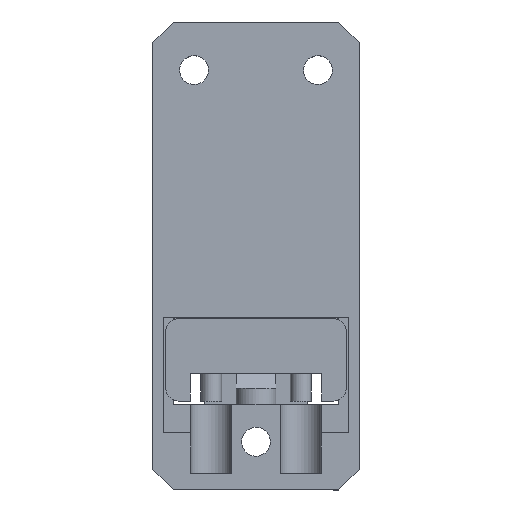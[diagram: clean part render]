
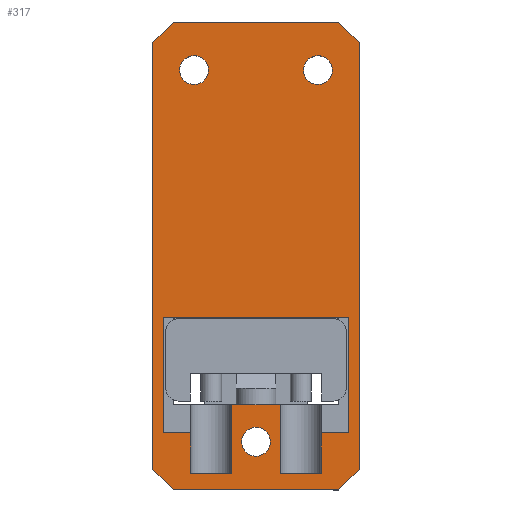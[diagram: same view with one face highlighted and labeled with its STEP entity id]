
A CAD part, top view. The second image highlights one B-rep face of the part: STEP entity #317.
In plain terms, the highlighted planar face has unit normal (0, 0, 1).
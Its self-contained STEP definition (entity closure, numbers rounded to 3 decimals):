
#79=AXIS2_PLACEMENT_3D('Circle Axis2P3D',#77,#78,$) ;
#106=AXIS2_PLACEMENT_3D('Plane Axis2P3D',#103,#104,#105) ;
#176=AXIS2_PLACEMENT_3D('Circle Axis2P3D',#174,#175,$) ;
#185=AXIS2_PLACEMENT_3D('Circle Axis2P3D',#183,#184,$) ;
#194=AXIS2_PLACEMENT_3D('Circle Axis2P3D',#192,#193,$) ;
#203=AXIS2_PLACEMENT_3D('Circle Axis2P3D',#201,#202,$) ;
#212=AXIS2_PLACEMENT_3D('Circle Axis2P3D',#210,#211,$) ;
#77=CARTESIAN_POINT('Axis2P3D Location',(15.,7.,8.4)) ;
#81=CARTESIAN_POINT('Vertex',(13.993,8.843,8.4)) ;
#83=CARTESIAN_POINT('Vertex',(16.007,5.157,8.4)) ;
#103=CARTESIAN_POINT('Axis2P3D Location',(15.,34.,8.4)) ;
#108=CARTESIAN_POINT('Line Origine',(30.,34.,8.4)) ;
#112=CARTESIAN_POINT('Vertex',(30.,3.,8.4)) ;
#114=CARTESIAN_POINT('Vertex',(30.,65.,8.4)) ;
#117=CARTESIAN_POINT('Line Origine',(28.5,66.5,8.4)) ;
#121=CARTESIAN_POINT('Vertex',(27.,68.,8.4)) ;
#124=CARTESIAN_POINT('Line Origine',(15.,68.,8.4)) ;
#128=CARTESIAN_POINT('Vertex',(3.,68.,8.4)) ;
#131=CARTESIAN_POINT('Line Origine',(1.5,66.5,8.4)) ;
#135=CARTESIAN_POINT('Vertex',(0.,65.,8.4)) ;
#138=CARTESIAN_POINT('Line Origine',(0.,34.,8.4)) ;
#142=CARTESIAN_POINT('Vertex',(0.,3.,8.4)) ;
#145=CARTESIAN_POINT('Line Origine',(1.5,1.5,8.4)) ;
#149=CARTESIAN_POINT('Vertex',(3.,0.,8.4)) ;
#152=CARTESIAN_POINT('Line Origine',(15.,0.,8.4)) ;
#156=CARTESIAN_POINT('Vertex',(27.,0.,8.4)) ;
#159=CARTESIAN_POINT('Line Origine',(28.5,1.5,8.4)) ;
#174=CARTESIAN_POINT('Axis2P3D Location',(6.,61.,8.4)) ;
#178=CARTESIAN_POINT('Vertex',(7.007,59.157,8.4)) ;
#180=CARTESIAN_POINT('Vertex',(4.993,62.843,8.4)) ;
#183=CARTESIAN_POINT('Axis2P3D Location',(6.,61.,8.4)) ;
#192=CARTESIAN_POINT('Axis2P3D Location',(24.,61.,8.4)) ;
#196=CARTESIAN_POINT('Vertex',(25.007,59.157,8.4)) ;
#198=CARTESIAN_POINT('Vertex',(22.993,62.843,8.4)) ;
#201=CARTESIAN_POINT('Axis2P3D Location',(24.,61.,8.4)) ;
#210=CARTESIAN_POINT('Axis2P3D Location',(15.,7.,8.4)) ;
#219=CARTESIAN_POINT('Line Origine',(11.5,7.4,8.4)) ;
#223=CARTESIAN_POINT('Vertex',(11.5,2.4,8.4)) ;
#225=CARTESIAN_POINT('Vertex',(11.5,12.4,8.4)) ;
#228=CARTESIAN_POINT('Line Origine',(8.5,2.4,8.4)) ;
#232=CARTESIAN_POINT('Vertex',(5.5,2.4,8.4)) ;
#235=CARTESIAN_POINT('Line Origine',(5.5,5.35,8.4)) ;
#239=CARTESIAN_POINT('Vertex',(5.5,8.3,8.4)) ;
#242=CARTESIAN_POINT('Line Origine',(3.5,8.3,8.4)) ;
#246=CARTESIAN_POINT('Vertex',(1.5,8.3,8.4)) ;
#249=CARTESIAN_POINT('Line Origine',(1.5,16.7,8.4)) ;
#253=CARTESIAN_POINT('Vertex',(1.5,25.1,8.4)) ;
#256=CARTESIAN_POINT('Line Origine',(15.,25.1,8.4)) ;
#260=CARTESIAN_POINT('Vertex',(28.5,25.1,8.4)) ;
#263=CARTESIAN_POINT('Line Origine',(28.5,16.7,8.4)) ;
#267=CARTESIAN_POINT('Vertex',(28.5,8.3,8.4)) ;
#270=CARTESIAN_POINT('Line Origine',(26.5,8.3,8.4)) ;
#274=CARTESIAN_POINT('Vertex',(24.5,8.3,8.4)) ;
#277=CARTESIAN_POINT('Line Origine',(24.5,5.35,8.4)) ;
#281=CARTESIAN_POINT('Vertex',(24.5,2.4,8.4)) ;
#284=CARTESIAN_POINT('Line Origine',(21.5,2.4,8.4)) ;
#288=CARTESIAN_POINT('Vertex',(18.5,2.4,8.4)) ;
#291=CARTESIAN_POINT('Line Origine',(18.5,7.4,8.4)) ;
#295=CARTESIAN_POINT('Vertex',(18.5,12.4,8.4)) ;
#298=CARTESIAN_POINT('Line Origine',(15.,12.4,8.4)) ;
#78=DIRECTION('Axis2P3D Direction',(0.,0.,1.)) ;
#104=DIRECTION('Axis2P3D Direction',(0.,0.,1.)) ;
#105=DIRECTION('Axis2P3D XDirection',(0.,1.,0.)) ;
#109=DIRECTION('Vector Direction',(0.,-1.,0.)) ;
#118=DIRECTION('Vector Direction',(0.707,-0.707,0.)) ;
#125=DIRECTION('Vector Direction',(1.,0.,0.)) ;
#132=DIRECTION('Vector Direction',(0.707,0.707,0.)) ;
#139=DIRECTION('Vector Direction',(0.,1.,0.)) ;
#146=DIRECTION('Vector Direction',(-0.707,0.707,0.)) ;
#153=DIRECTION('Vector Direction',(-1.,0.,0.)) ;
#160=DIRECTION('Vector Direction',(0.707,0.707,0.)) ;
#175=DIRECTION('Axis2P3D Direction',(0.,0.,1.)) ;
#184=DIRECTION('Axis2P3D Direction',(0.,0.,1.)) ;
#193=DIRECTION('Axis2P3D Direction',(0.,0.,1.)) ;
#202=DIRECTION('Axis2P3D Direction',(0.,0.,1.)) ;
#211=DIRECTION('Axis2P3D Direction',(0.,0.,1.)) ;
#220=DIRECTION('Vector Direction',(0.,-1.,0.)) ;
#229=DIRECTION('Vector Direction',(-1.,0.,0.)) ;
#236=DIRECTION('Vector Direction',(0.,1.,0.)) ;
#243=DIRECTION('Vector Direction',(-1.,0.,0.)) ;
#250=DIRECTION('Vector Direction',(0.,1.,0.)) ;
#257=DIRECTION('Vector Direction',(1.,0.,0.)) ;
#264=DIRECTION('Vector Direction',(0.,-1.,0.)) ;
#271=DIRECTION('Vector Direction',(-1.,0.,0.)) ;
#278=DIRECTION('Vector Direction',(0.,-1.,0.)) ;
#285=DIRECTION('Vector Direction',(-1.,0.,0.)) ;
#292=DIRECTION('Vector Direction',(0.,1.,0.)) ;
#299=DIRECTION('Vector Direction',(-1.,0.,0.)) ;
#110=VECTOR('Line Direction',#109,1.) ;
#119=VECTOR('Line Direction',#118,1.) ;
#126=VECTOR('Line Direction',#125,1.) ;
#133=VECTOR('Line Direction',#132,1.) ;
#140=VECTOR('Line Direction',#139,1.) ;
#147=VECTOR('Line Direction',#146,1.) ;
#154=VECTOR('Line Direction',#153,1.) ;
#161=VECTOR('Line Direction',#160,1.) ;
#221=VECTOR('Line Direction',#220,1.) ;
#230=VECTOR('Line Direction',#229,1.) ;
#237=VECTOR('Line Direction',#236,1.) ;
#244=VECTOR('Line Direction',#243,1.) ;
#251=VECTOR('Line Direction',#250,1.) ;
#258=VECTOR('Line Direction',#257,1.) ;
#265=VECTOR('Line Direction',#264,1.) ;
#272=VECTOR('Line Direction',#271,1.) ;
#279=VECTOR('Line Direction',#278,1.) ;
#286=VECTOR('Line Direction',#285,1.) ;
#293=VECTOR('Line Direction',#292,1.) ;
#300=VECTOR('Line Direction',#299,1.) ;
#165=ORIENTED_EDGE('',*,*,#116,.T.) ;
#166=ORIENTED_EDGE('',*,*,#123,.F.) ;
#167=ORIENTED_EDGE('',*,*,#130,.T.) ;
#168=ORIENTED_EDGE('',*,*,#137,.F.) ;
#169=ORIENTED_EDGE('',*,*,#144,.T.) ;
#170=ORIENTED_EDGE('',*,*,#151,.F.) ;
#171=ORIENTED_EDGE('',*,*,#158,.T.) ;
#172=ORIENTED_EDGE('',*,*,#163,.F.) ;
#189=ORIENTED_EDGE('',*,*,#182,.F.) ;
#190=ORIENTED_EDGE('',*,*,#187,.F.) ;
#207=ORIENTED_EDGE('',*,*,#200,.F.) ;
#208=ORIENTED_EDGE('',*,*,#205,.F.) ;
#216=ORIENTED_EDGE('',*,*,#85,.F.) ;
#217=ORIENTED_EDGE('',*,*,#214,.F.) ;
#304=ORIENTED_EDGE('',*,*,#227,.F.) ;
#305=ORIENTED_EDGE('',*,*,#234,.T.) ;
#306=ORIENTED_EDGE('',*,*,#241,.F.) ;
#307=ORIENTED_EDGE('',*,*,#248,.F.) ;
#308=ORIENTED_EDGE('',*,*,#255,.F.) ;
#309=ORIENTED_EDGE('',*,*,#262,.F.) ;
#310=ORIENTED_EDGE('',*,*,#269,.F.) ;
#311=ORIENTED_EDGE('',*,*,#276,.F.) ;
#312=ORIENTED_EDGE('',*,*,#283,.T.) ;
#313=ORIENTED_EDGE('',*,*,#290,.T.) ;
#314=ORIENTED_EDGE('',*,*,#297,.F.) ;
#315=ORIENTED_EDGE('',*,*,#302,.F.) ;
#191=FACE_BOUND('',#188,.T.) ;
#209=FACE_BOUND('',#206,.T.) ;
#218=FACE_BOUND('',#215,.T.) ;
#316=FACE_BOUND('',#303,.T.) ;
#317=ADVANCED_FACE('RASTFUSS',(#173,#191,#209,#218,#316),#107,.T.) ;
#80=CIRCLE('generated circle',#79,2.1) ;
#177=CIRCLE('generated circle',#176,2.1) ;
#186=CIRCLE('generated circle',#185,2.1) ;
#195=CIRCLE('generated circle',#194,2.1) ;
#204=CIRCLE('generated circle',#203,2.1) ;
#213=CIRCLE('generated circle',#212,2.1) ;
#85=EDGE_CURVE('',#82,#84,#80,.T.) ;
#116=EDGE_CURVE('',#113,#115,#111,.F.) ;
#123=EDGE_CURVE('',#122,#115,#120,.T.) ;
#130=EDGE_CURVE('',#122,#129,#127,.F.) ;
#137=EDGE_CURVE('',#136,#129,#134,.T.) ;
#144=EDGE_CURVE('',#136,#143,#141,.F.) ;
#151=EDGE_CURVE('',#150,#143,#148,.T.) ;
#158=EDGE_CURVE('',#150,#157,#155,.F.) ;
#163=EDGE_CURVE('',#113,#157,#162,.F.) ;
#182=EDGE_CURVE('',#179,#181,#177,.T.) ;
#187=EDGE_CURVE('',#181,#179,#186,.T.) ;
#200=EDGE_CURVE('',#197,#199,#195,.T.) ;
#205=EDGE_CURVE('',#199,#197,#204,.T.) ;
#214=EDGE_CURVE('',#84,#82,#213,.T.) ;
#227=EDGE_CURVE('',#224,#226,#222,.F.) ;
#234=EDGE_CURVE('',#224,#233,#231,.T.) ;
#241=EDGE_CURVE('',#240,#233,#238,.F.) ;
#248=EDGE_CURVE('',#247,#240,#245,.F.) ;
#255=EDGE_CURVE('',#254,#247,#252,.F.) ;
#262=EDGE_CURVE('',#261,#254,#259,.F.) ;
#269=EDGE_CURVE('',#268,#261,#266,.F.) ;
#276=EDGE_CURVE('',#275,#268,#273,.F.) ;
#283=EDGE_CURVE('',#275,#282,#280,.T.) ;
#290=EDGE_CURVE('',#282,#289,#287,.T.) ;
#297=EDGE_CURVE('',#296,#289,#294,.F.) ;
#302=EDGE_CURVE('',#226,#296,#301,.F.) ;
#164=EDGE_LOOP('',(#165,#166,#167,#168,#169,#170,#171,#172)) ;
#188=EDGE_LOOP('',(#189,#190)) ;
#206=EDGE_LOOP('',(#207,#208)) ;
#215=EDGE_LOOP('',(#216,#217)) ;
#303=EDGE_LOOP('',(#304,#305,#306,#307,#308,#309,#310,#311,#312,#313,#314,#315)) ;
#173=FACE_OUTER_BOUND('',#164,.T.) ;
#111=LINE('Line',#108,#110) ;
#120=LINE('Line',#117,#119) ;
#127=LINE('Line',#124,#126) ;
#134=LINE('Line',#131,#133) ;
#141=LINE('Line',#138,#140) ;
#148=LINE('Line',#145,#147) ;
#155=LINE('Line',#152,#154) ;
#162=LINE('Line',#159,#161) ;
#222=LINE('Line',#219,#221) ;
#231=LINE('Line',#228,#230) ;
#238=LINE('Line',#235,#237) ;
#245=LINE('Line',#242,#244) ;
#252=LINE('Line',#249,#251) ;
#259=LINE('Line',#256,#258) ;
#266=LINE('Line',#263,#265) ;
#273=LINE('Line',#270,#272) ;
#280=LINE('Line',#277,#279) ;
#287=LINE('Line',#284,#286) ;
#294=LINE('Line',#291,#293) ;
#301=LINE('Line',#298,#300) ;
#107=PLANE('',#106) ;
#82=VERTEX_POINT('',#81) ;
#84=VERTEX_POINT('',#83) ;
#113=VERTEX_POINT('',#112) ;
#115=VERTEX_POINT('',#114) ;
#122=VERTEX_POINT('',#121) ;
#129=VERTEX_POINT('',#128) ;
#136=VERTEX_POINT('',#135) ;
#143=VERTEX_POINT('',#142) ;
#150=VERTEX_POINT('',#149) ;
#157=VERTEX_POINT('',#156) ;
#179=VERTEX_POINT('',#178) ;
#181=VERTEX_POINT('',#180) ;
#197=VERTEX_POINT('',#196) ;
#199=VERTEX_POINT('',#198) ;
#224=VERTEX_POINT('',#223) ;
#226=VERTEX_POINT('',#225) ;
#233=VERTEX_POINT('',#232) ;
#240=VERTEX_POINT('',#239) ;
#247=VERTEX_POINT('',#246) ;
#254=VERTEX_POINT('',#253) ;
#261=VERTEX_POINT('',#260) ;
#268=VERTEX_POINT('',#267) ;
#275=VERTEX_POINT('',#274) ;
#282=VERTEX_POINT('',#281) ;
#289=VERTEX_POINT('',#288) ;
#296=VERTEX_POINT('',#295) ;
